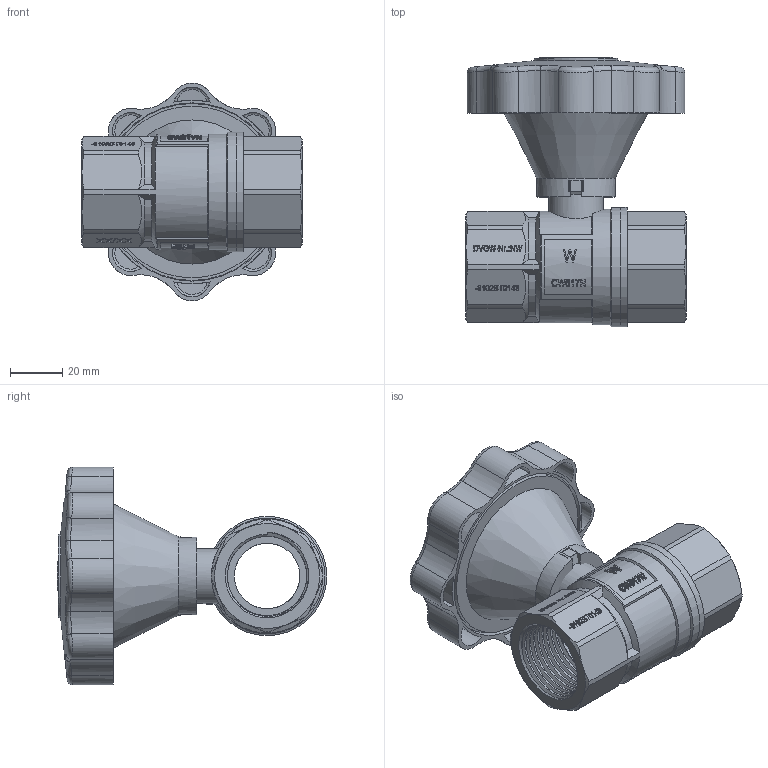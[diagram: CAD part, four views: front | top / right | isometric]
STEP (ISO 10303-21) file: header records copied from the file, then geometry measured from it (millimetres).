
FILE_DESCRIPTION(/* description */ ('Unknown'),/* implementation_level */ '2;1');
FILE_NAME(/* name */ '762-06',/* time_stamp */ '2022-08-09T09:02:46+02:00',/* author */ ('Unknown'),/* organization */ ('Unknown'),/* preprocessor_version */ 'ST-DEVELOPER v16.7',/* originating_system */ 'Solid Edge',/* authorisation */ 'Unknown');
FILE_SCHEMA (('AUTOMOTIVE_DESIGN {1 0 10303 214 3 1 1}'));
Length unit declared in the file: millimetre
Products named in the file (12): 762-06; Spinsel-co_oa_0; 600-1-spindel; 600-1-Stopfbuchse; 96000762-04_Handle; 96000762-04_Handle cover; 96000762-04_Handle plate; 96000762-04_Handle body; 96000762-04_painter; Kvrper-co_oa_1; Kvrper; Einschraubteil
Assembly tree (11 placements, depth 3):
  762-06
    Spinsel-co_oa_0
      600-1-spindel
      600-1-Stopfbuchse
    96000762-04_Handle
      96000762-04_Handle cover
      96000762-04_Handle plate
      96000762-04_Handle body
      96000762-04_painter
    Kvrper-co_oa_1
      Kvrper
      Einschraubteil
Bounding box: 84 x 102.8 x 83 mm (x, y, z)
Volume: 81969.1 mm3; surface area: 88992 mm2
Topology: 7 solids, 8 shells, 1902 faces, 5211 edges, 3452 vertices
Faces by surface type: plane 1563, cylinder 175, bspline 77, cone 72, torus 13, sphere 2
Full cylindrical faces by diameter (mm): 5.5 x4, 8.9 x1, 10 x4, 12 x2, 12.1 x1, 12.5 x1, 13 x5, 14 x1, 14.5 x2, 15 x1, 16 x1, 16.5 x1, 17.5 x1, 18 x1, 19 x1, 21 x1, 25 x2, 29 x1, 30 x2, 30.291 x2, 31 x1, 32 x2, 33 x2, 35 x1, 39 x1, 40.5 x1, 41 x1, 44 x1, 45.5 x2, 56 x1
Entity records: 64232 total; most frequent: CARTESIAN_POINT 15229, ORIENTED_EDGE 10220, DIRECTION 9863, EDGE_CURVE 5112, LINE 3567, VECTOR 3567, VERTEX_POINT 3432, AXIS2_PLACEMENT_3D 3148
